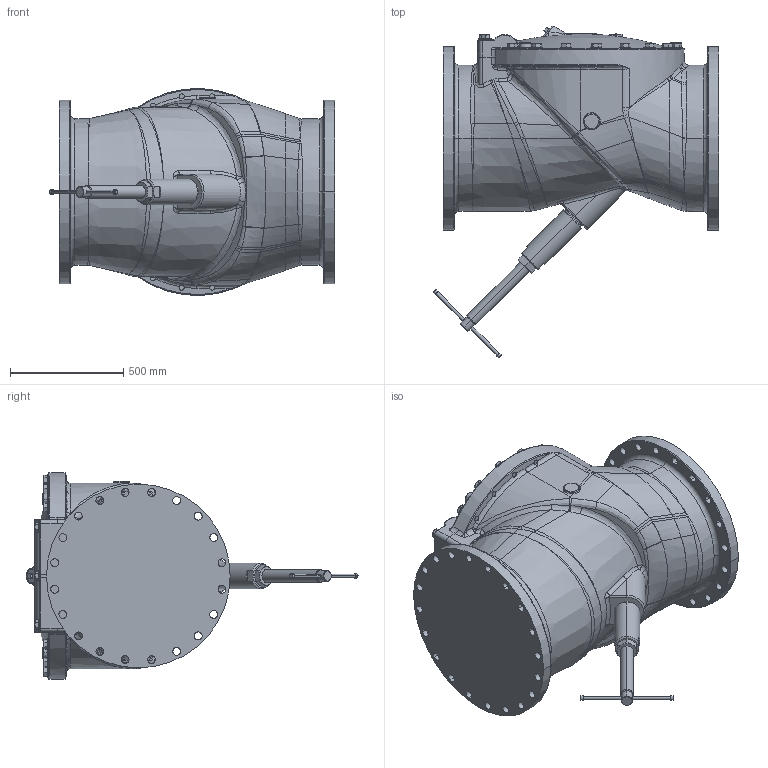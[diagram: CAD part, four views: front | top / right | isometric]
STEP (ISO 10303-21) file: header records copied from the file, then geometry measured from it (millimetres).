
FILE_DESCRIPTION((''),'2;1');
FILE_NAME('524ABF_SW0001','2023-11-02T08:03:39',('jlesh'),(''),'CREO PARAMETRIC BY PTC INC, 2023072','CREO PARAMETRIC BY PTC INC, 2023072','');
FILE_SCHEMA(('AUTOMOTIVE_DESIGN { 1 0 10303 214 1 1 1 1 }'));
Length unit declared in the file: inch
Products named in the file (1): 524ABF_SW0001
Bounding box: 1262.82 x 1468.85 x 914.16 mm (x, y, z)
Volume: 553185867.3 mm3; surface area: 5227471.9 mm2
Topology: 1 solids, 2 shells, 1148 faces, 2669 edges, 1583 vertices
Faces by surface type: bspline 293, plane 257, cylinder 238, torus 186, cone 149, sphere 25
Entity records: 87249 total; most frequent: CARTESIAN_POINT 56419, ORIENTED_EDGE 5318, DIRECTION 4579, EDGE_CURVE 2659, AXIS2_PLACEMENT_3D 1992, VERTEX_POINT 1583, COLOUR_RGB 1333, EDGE_LOOP 1298
